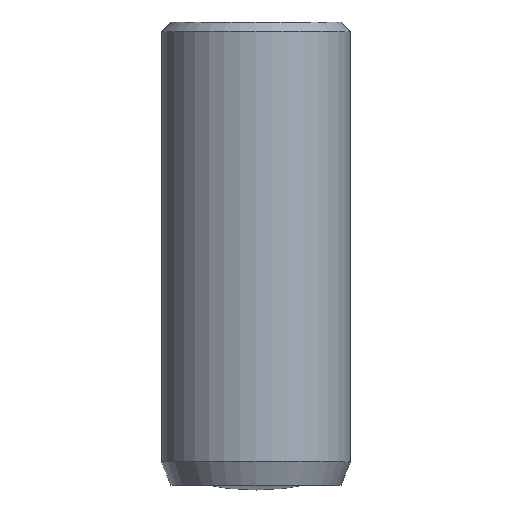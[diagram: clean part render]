
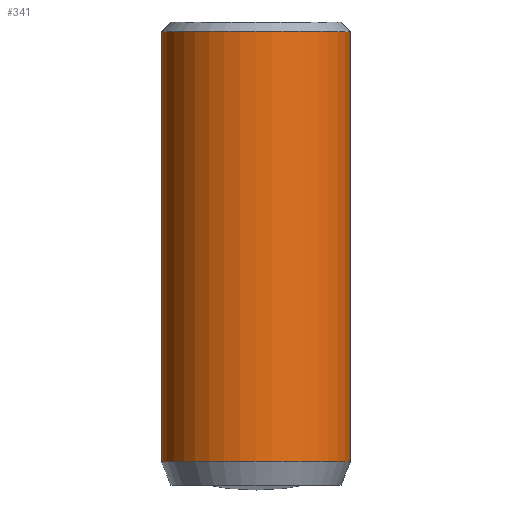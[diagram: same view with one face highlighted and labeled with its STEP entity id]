
A CAD part, top view. The second image highlights one B-rep face of the part: STEP entity #341.
In plain terms, the highlighted cylindrical face has radius 2 mm (diameter 4 mm), a partial arc.
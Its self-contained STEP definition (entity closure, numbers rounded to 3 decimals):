
#63=DIRECTION('',(0.,-1.,0.));
#64=VECTOR('',#63,9.1);
#65=CARTESIAN_POINT('',(-2.,4.7,
0.));
#66=LINE('',#65,#64);
#72=DIRECTION('',(0.,-1.,0.));
#73=VECTOR('',#72,9.1);
#74=CARTESIAN_POINT('',(2.,4.7,0.));
#75=LINE('',#74,#73);
#84=CARTESIAN_POINT('',(0.,4.7,0.));
#85=DIRECTION('',(0.,-1.,0.));
#86=DIRECTION('',(1.,0.,0.));
#87=AXIS2_PLACEMENT_3D('',#84,#85,#86);
#89=CARTESIAN_POINT('',(0.,-4.4,0.));
#90=DIRECTION('',(0.,-1.,0.));
#91=DIRECTION('',(1.,0.,0.));
#92=AXIS2_PLACEMENT_3D('',#89,#90,#91);
#176=CARTESIAN_POINT('',(2.,-4.4,0.));
#177=CARTESIAN_POINT('',(-2.,-4.4,0.));
#178=VERTEX_POINT('',#176);
#179=VERTEX_POINT('',#177);
#180=CARTESIAN_POINT('',(2.,4.7,0.));
#181=CARTESIAN_POINT('',(-2.,4.7,0.));
#182=VERTEX_POINT('',#180);
#183=VERTEX_POINT('',#181);
#330=CARTESIAN_POINT('',(0.,-5.39,0.));
#331=DIRECTION('',(0.,1.,0.));
#332=DIRECTION('',(1.,0.,0.));
#333=AXIS2_PLACEMENT_3D('',#330,#331,#332);
#334=CYLINDRICAL_SURFACE('',#333,2.);
#335=ORIENTED_EDGE('',*,*,#321,.F.);
#336=ORIENTED_EDGE('',*,*,#296,.T.);
#337=ORIENTED_EDGE('',*,*,#266,.T.);
#338=ORIENTED_EDGE('',*,*,#293,.F.);
#339=EDGE_LOOP('',(#335,#336,#337,#338));
#340=FACE_OUTER_BOUND('',#339,.F.);
#341=ADVANCED_FACE('',(#340),#334,.T.);
#88=CIRCLE('',#87,2.);
#93=CIRCLE('',#92,2.);
#266=EDGE_CURVE('',#178,#179,#93,.T.);
#293=EDGE_CURVE('',#183,#179,#66,.T.);
#296=EDGE_CURVE('',#182,#178,#75,.T.);
#321=EDGE_CURVE('',#182,#183,#88,.T.);
